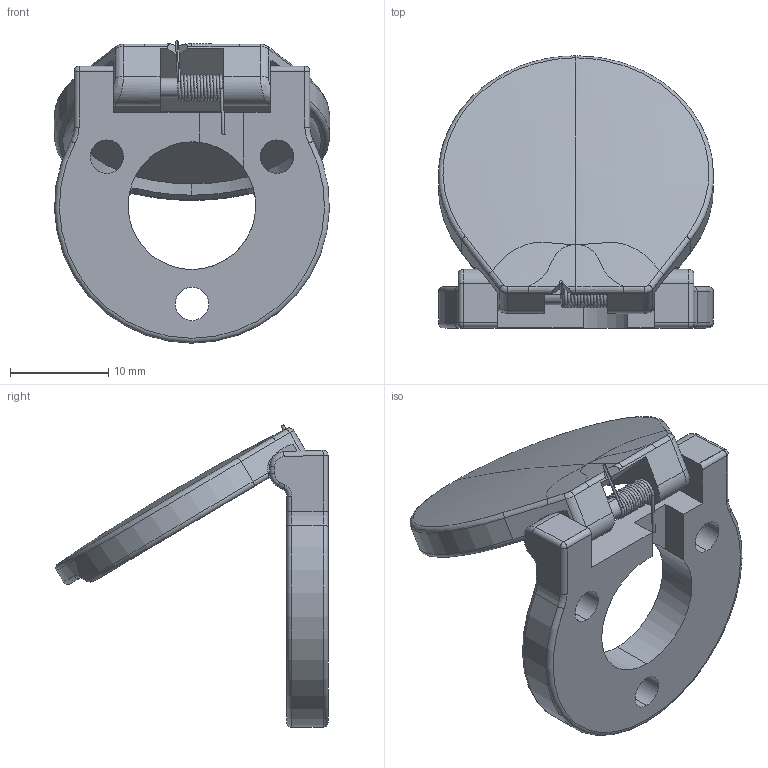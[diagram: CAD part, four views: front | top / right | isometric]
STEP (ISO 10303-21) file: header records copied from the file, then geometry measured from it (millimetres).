
FILE_DESCRIPTION (( 'STEP AP214' ), '1' );
FILE_NAME ('03681-Escutcheon Cover Chrome.STEP', '2018-09-23T23:42:32', ( '' ), ( '' ), 'SwSTEP 2.0', 'SolidWorks 2018', '' );
FILE_SCHEMA (( 'AUTOMOTIVE_DESIGN' ));
Length unit declared in the file: millimetre
Products named in the file (4): 03681-Escutcheon Cover Chrome; 3681 Escutcheon Cover Chrome_2; 9271K644_MUSIC WIRE TORSION SPRING-1_9271K644; 3681 Escutcheon Cover Chrome_1
Assembly tree (3 placements, depth 2):
  03681-Escutcheon Cover Chrome
    3681 Escutcheon Cover Chrome_1
    3681 Escutcheon Cover Chrome_2
    9271K644_MUSIC WIRE TORSION SPRING-1_9271K644
Bounding box: 28.02 x 27.71 x 30.79 mm (x, y, z)
Volume: 1823.7 mm3; surface area: 4176.7 mm2
Topology: 3 solids, 5 shells, 433 faces, 1138 edges, 737 vertices
Faces by surface type: plane 190, bspline 154, cylinder 63, torus 16, cone 8, sphere 2
Entity records: 19909 total; most frequent: CARTESIAN_POINT 10434, ORIENTED_EDGE 2262, DIRECTION 1365, EDGE_CURVE 1134, VERTEX_POINT 737, B_SPLINE_CURVE_WITH_KNOTS 484, EDGE_LOOP 474, LINE 467
